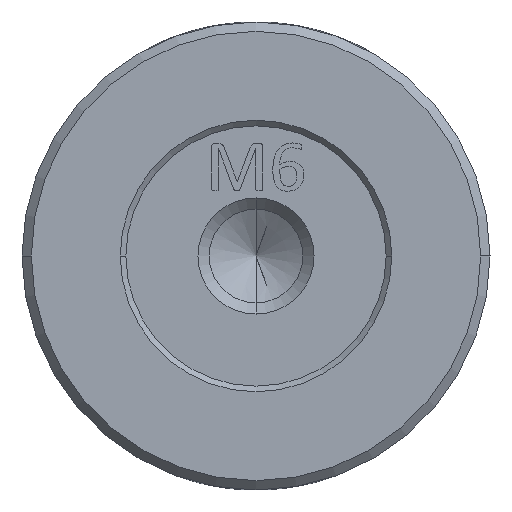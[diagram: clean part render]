
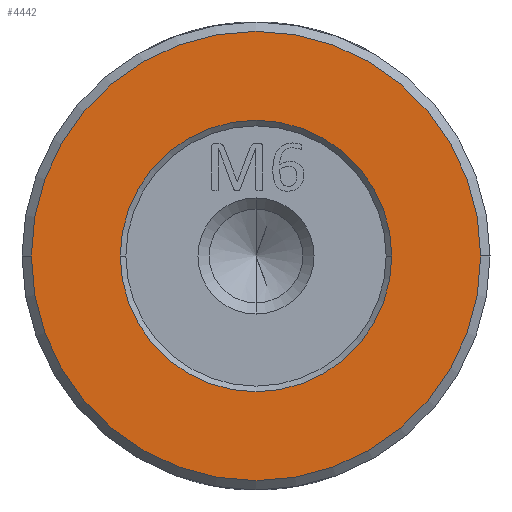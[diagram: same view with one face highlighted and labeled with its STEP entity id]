
A CAD part, left-side view. The second image highlights one B-rep face of the part: STEP entity #4442.
In plain terms, the highlighted planar face has unit normal (-1, 0, 0).
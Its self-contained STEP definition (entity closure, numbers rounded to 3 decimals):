
#301 = CARTESIAN_POINT ( 'NONE',  ( -41.721, -3.461, 2.763 ) ) ;
#468 = CIRCLE ( 'NONE', #3374, 7.25 ) ;
#778 = CIRCLE ( 'NONE', #3237, 7.25 ) ;
#1404 = ORIENTED_EDGE ( 'NONE', *, *, #12229, .T. ) ;
#1472 = EDGE_CURVE ( 'NONE', #5507, #6895, #778, .T. ) ;
#1911 = VERTEX_POINT ( 'NONE', #301 ) ;
#2379 = ORIENTED_EDGE ( 'NONE', *, *, #3853, .T. ) ;
#2752 = DIRECTION ( 'NONE',  ( 1., 0., 0. ) ) ;
#3157 = CARTESIAN_POINT ( 'NONE',  ( -41.721, 1.289, 2.763 ) ) ;
#3237 = AXIS2_PLACEMENT_3D ( 'NONE', #13595, #6258, #5003 ) ;
#3368 = ORIENTED_EDGE ( 'NONE', *, *, #3974, .T. ) ;
#3374 = AXIS2_PLACEMENT_3D ( 'NONE', #5114, #2752, #6942 ) ;
#3532 = DIRECTION ( 'NONE',  ( -1., 0., 0. ) ) ;
#3853 = EDGE_CURVE ( 'NONE', #8340, #1911, #10048, .T. ) ;
#3974 = EDGE_CURVE ( 'NONE', #6895, #5507, #468, .T. ) ;
#4004 = DIRECTION ( 'NONE',  ( 0., -1., 0. ) ) ;
#4170 = CARTESIAN_POINT ( 'NONE',  ( -41.721, 20.539, 2.763 ) ) ;
#4442 = ADVANCED_FACE ( 'NONE', ( #10209, #7130 ), #10347, .T. ) ;
#4963 = EDGE_LOOP ( 'NONE', ( #6331, #3368 ) ) ;
#5003 = DIRECTION ( 'NONE',  ( 0., -1., 0. ) ) ;
#5114 = CARTESIAN_POINT ( 'NONE',  ( -41.721, 8.539, 2.763 ) ) ;
#5507 = VERTEX_POINT ( 'NONE', #3157 ) ;
#5690 = DIRECTION ( 'NONE',  ( 0., -1., 0. ) ) ;
#6016 = EDGE_LOOP ( 'NONE', ( #2379, #1404 ) ) ;
#6258 = DIRECTION ( 'NONE',  ( 1., 0., 0. ) ) ;
#6331 = ORIENTED_EDGE ( 'NONE', *, *, #1472, .T. ) ;
#6895 = VERTEX_POINT ( 'NONE', #10448 ) ;
#6942 = DIRECTION ( 'NONE',  ( 0., -1., 0. ) ) ;
#7130 = FACE_OUTER_BOUND ( 'NONE', #6016, .T. ) ;
#7208 = DIRECTION ( 'NONE',  ( -1., 0., 0. ) ) ;
#7601 = AXIS2_PLACEMENT_3D ( 'NONE', #9236, #7208, #4004 ) ;
#8115 = CARTESIAN_POINT ( 'NONE',  ( -41.721, 8.539, 2.763 ) ) ;
#8340 = VERTEX_POINT ( 'NONE', #4170 ) ;
#9236 = CARTESIAN_POINT ( 'NONE',  ( -41.721, 8.539, 2.763 ) ) ;
#9362 = DIRECTION ( 'NONE',  ( 0., 1., 0. ) ) ;
#9679 = AXIS2_PLACEMENT_3D ( 'NONE', #8115, #11396, #9362 ) ;
#9947 = CARTESIAN_POINT ( 'NONE',  ( -41.721, 8.539, 2.763 ) ) ;
#10048 = CIRCLE ( 'NONE', #7601, 12. ) ;
#10209 = FACE_BOUND ( 'NONE', #4963, .T. ) ;
#10347 = PLANE ( 'NONE',  #9679 ) ;
#10448 = CARTESIAN_POINT ( 'NONE',  ( -41.721, 15.789, 2.763 ) ) ;
#11005 = AXIS2_PLACEMENT_3D ( 'NONE', #9947, #3532, #5690 ) ;
#11396 = DIRECTION ( 'NONE',  ( -1., 0., 0. ) ) ;
#12229 = EDGE_CURVE ( 'NONE', #1911, #8340, #13689, .T. ) ;
#13595 = CARTESIAN_POINT ( 'NONE',  ( -41.721, 8.539, 2.763 ) ) ;
#13689 = CIRCLE ( 'NONE', #11005, 12. ) ;
